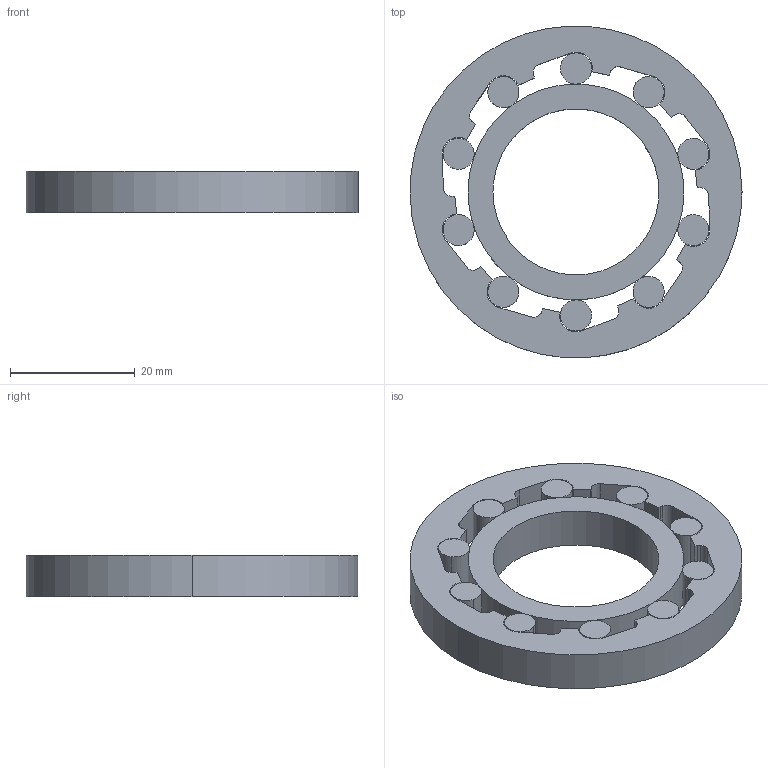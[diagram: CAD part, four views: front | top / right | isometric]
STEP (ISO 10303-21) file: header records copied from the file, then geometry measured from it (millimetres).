
FILE_DESCRIPTION(('FreeCAD Model'),'2;1');
FILE_NAME('Open CASCADE Shape Model','2025-05-03T08:22:54',('FreeCAD'),( 'FreeCAD'),'Open CASCADE STEP processor 7.6','FreeCAD','Unknown');
FILE_SCHEMA(('AUTOMOTIVE_DESIGN { 1 0 10303 214 1 1 1 1 }'));
Length unit declared in the file: millimetre
Products named in the file (1): Open CASCADE STEP translator 7.6 1
Bounding box: 53.3 x 53.25 x 6.66 mm (x, y, z)
Volume: 9365.8 mm3; surface area: 7344.4 mm2
Topology: 12 solids, 12 shells, 110 faces, 258 edges, 172 vertices
Faces by surface type: bspline 110
Entity records: 3094 total; most frequent: CARTESIAN_POINT 1601, ORIENTED_EDGE 516, EDGE_CURVE 258, VERTEX_POINT 172, B_SPLINE_CURVE_WITH_KNOTS 126, FACE_BOUND 114, EDGE_LOOP 114, ADVANCED_FACE 110
